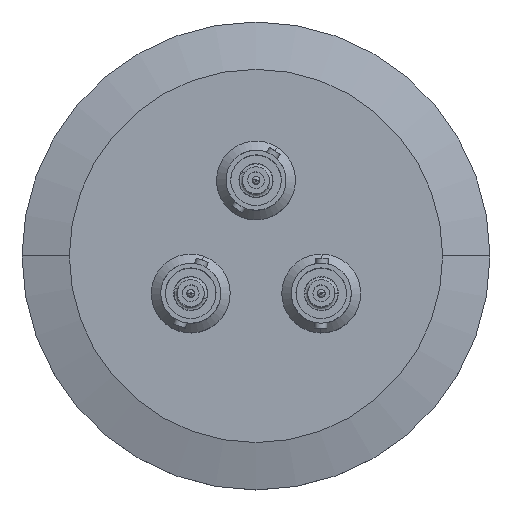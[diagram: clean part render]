
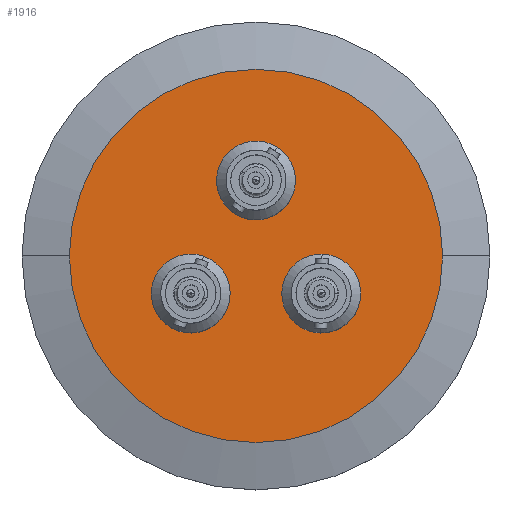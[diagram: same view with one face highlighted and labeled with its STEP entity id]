
A CAD part, top view. The second image highlights one B-rep face of the part: STEP entity #1916.
In plain terms, the highlighted planar face has unit normal (0, 0, 1).
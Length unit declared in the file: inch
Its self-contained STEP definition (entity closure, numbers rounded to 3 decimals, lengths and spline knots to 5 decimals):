
#237 = EDGE_CURVE ( 'NONE', #8208, #8207, #3822, .T. ) ;
#395 = EDGE_CURVE ( 'NONE', #8228, #8231, #4750, .T. ) ;
#419 = EDGE_CURVE ( 'NONE', #8231, #8228, #4808, .T. ) ;
#420 = EDGE_CURVE ( 'NONE', #8081, #8082, #4809, .T. ) ;
#421 = EDGE_CURVE ( 'NONE', #8144, #8145, #4799, .T. ) ;
#422 = EDGE_CURVE ( 'NONE', #8207, #8208, #4810, .T. ) ;
#527 = EDGE_CURVE ( 'NONE', #8082, #8081, #3901, .T. ) ;
#669 = EDGE_CURVE ( 'NONE', #8145, #8144, #4074, .T. ) ;
#987 = AXIS2_PLACEMENT_3D ( 'NONE', #1697, #1698, #1699 ) ;
#1080 = AXIS2_PLACEMENT_3D ( 'NONE', #5253, #5254, #5255 ) ;
#1362 = AXIS2_PLACEMENT_3D ( 'NONE', #8359, #8358, #8357 ) ;
#1468 = AXIS2_PLACEMENT_3D ( 'NONE', #7632, #7631, #7630 ) ;
#1484 = AXIS2_PLACEMENT_3D ( 'NONE', #3386, #3387, #3388 ) ;
#1485 = AXIS2_PLACEMENT_3D ( 'NONE', #3389, #3390, #3391 ) ;
#1486 = AXIS2_PLACEMENT_3D ( 'NONE', #3392, #3393, #3394 ) ;
#1487 = AXIS2_PLACEMENT_3D ( 'NONE', #3397, #3398, #3399 ) ;
#1697 = CARTESIAN_POINT ( 'NONE',  ( 0.41136, -0.2375, 0.1 ) ) ;
#1698 = DIRECTION ( 'NONE',  ( 0., 0., -1. ) ) ;
#1699 = DIRECTION ( 'NONE',  ( -1., 0., 0. ) ) ;
#1916 = ADVANCED_FACE ( 'NONE', ( #4383, #4391, #4387, #4390 ), #3134, .F. ) ;
#3129 = DIRECTION ( 'NONE',  ( 0., 0., -1. ) ) ;
#3133 = CARTESIAN_POINT ( 'NONE',  ( 0., 0., 0.1 ) ) ;
#3134 = PLANE ( 'NONE',  #5042 ) ;
#3135 = DIRECTION ( 'NONE',  ( -1., 0., 0. ) ) ;
#3386 = CARTESIAN_POINT ( 'NONE',  ( 0., 0., 0.1 ) ) ;
#3387 = DIRECTION ( 'NONE',  ( 0., 0., -1. ) ) ;
#3388 = DIRECTION ( 'NONE',  ( -1., 0., 0. ) ) ;
#3389 = CARTESIAN_POINT ( 'NONE',  ( 0.41136, -0.2375, 0.1 ) ) ;
#3390 = DIRECTION ( 'NONE',  ( 0., 0., -1. ) ) ;
#3391 = DIRECTION ( 'NONE',  ( -1., 0., 0. ) ) ;
#3392 = CARTESIAN_POINT ( 'NONE',  ( 0., 0.475, 0.1 ) ) ;
#3393 = DIRECTION ( 'NONE',  ( 0., 0., -1. ) ) ;
#3394 = DIRECTION ( 'NONE',  ( -1., 0., 0. ) ) ;
#3397 = CARTESIAN_POINT ( 'NONE',  ( -0.41136, -0.2375, 0.1 ) ) ;
#3398 = DIRECTION ( 'NONE',  ( 0., 0., -1. ) ) ;
#3399 = DIRECTION ( 'NONE',  ( -1., 0., 0. ) ) ;
#3822 = CIRCLE ( 'NONE', #1362, 0.2485 ) ;
#3901 = CIRCLE ( 'NONE', #987, 0.2485 ) ;
#4074 = CIRCLE ( 'NONE', #1080, 0.2485 ) ;
#4383 = FACE_BOUND ( 'NONE', #7091, .T. ) ;
#4387 = FACE_BOUND ( 'NONE', #7055, .T. ) ;
#4390 = FACE_OUTER_BOUND ( 'NONE', #6868, .T. ) ;
#4391 = FACE_BOUND ( 'NONE', #7054, .T. ) ;
#4750 = CIRCLE ( 'NONE', #1468, 1.17644 ) ;
#4799 = CIRCLE ( 'NONE', #1486, 0.2485 ) ;
#4808 = CIRCLE ( 'NONE', #1484, 1.17644 ) ;
#4809 = CIRCLE ( 'NONE', #1485, 0.2485 ) ;
#4810 = CIRCLE ( 'NONE', #1487, 0.2485 ) ;
#5042 = AXIS2_PLACEMENT_3D ( 'NONE', #3133, #3129, #3135 ) ;
#5253 = CARTESIAN_POINT ( 'NONE',  ( 0., 0.475, 0.1 ) ) ;
#5254 = DIRECTION ( 'NONE',  ( 0., 0., -1. ) ) ;
#5255 = DIRECTION ( 'NONE',  ( -1., 0., 0. ) ) ;
#6559 = CARTESIAN_POINT ( 'NONE',  ( 0.40651, -0.48595, 0.1 ) ) ;
#6560 = CARTESIAN_POINT ( 'NONE',  ( 0.41621, 0.01095, 0.1 ) ) ;
#6622 = CARTESIAN_POINT ( 'NONE',  ( -0.13452, 0.26606, 0.1 ) ) ;
#6623 = CARTESIAN_POINT ( 'NONE',  ( 0.13452, 0.68394, 0.1 ) ) ;
#6685 = CARTESIAN_POINT ( 'NONE',  ( -0.49337, -0.47208, 0.1 ) ) ;
#6686 = CARTESIAN_POINT ( 'NONE',  ( -0.32935, -0.00292, 0.1 ) ) ;
#6706 = CARTESIAN_POINT ( 'NONE',  ( -1.17644, 0., 0.1 ) ) ;
#6709 = CARTESIAN_POINT ( 'NONE',  ( 1.17644, 0., 0.1 ) ) ;
#6868 = EDGE_LOOP ( 'NONE', ( #7762, #7761 ) ) ;
#7054 = EDGE_LOOP ( 'NONE', ( #7766, #7765 ) ) ;
#7055 = EDGE_LOOP ( 'NONE', ( #7764, #7763 ) ) ;
#7091 = EDGE_LOOP ( 'NONE', ( #7768, #7767 ) ) ;
#7630 = DIRECTION ( 'NONE',  ( -1., 0., 0. ) ) ;
#7631 = DIRECTION ( 'NONE',  ( 0., 0., -1. ) ) ;
#7632 = CARTESIAN_POINT ( 'NONE',  ( 0., 0., 0.1 ) ) ;
#7761 = ORIENTED_EDGE ( 'NONE', *, *, #419, .F. ) ;
#7762 = ORIENTED_EDGE ( 'NONE', *, *, #395, .F. ) ;
#7763 = ORIENTED_EDGE ( 'NONE', *, *, #422, .T. ) ;
#7764 = ORIENTED_EDGE ( 'NONE', *, *, #237, .T. ) ;
#7765 = ORIENTED_EDGE ( 'NONE', *, *, #421, .T. ) ;
#7766 = ORIENTED_EDGE ( 'NONE', *, *, #669, .T. ) ;
#7767 = ORIENTED_EDGE ( 'NONE', *, *, #420, .T. ) ;
#7768 = ORIENTED_EDGE ( 'NONE', *, *, #527, .T. ) ;
#8081 = VERTEX_POINT ( 'NONE', #6559 ) ;
#8082 = VERTEX_POINT ( 'NONE', #6560 ) ;
#8144 = VERTEX_POINT ( 'NONE', #6622 ) ;
#8145 = VERTEX_POINT ( 'NONE', #6623 ) ;
#8207 = VERTEX_POINT ( 'NONE', #6685 ) ;
#8208 = VERTEX_POINT ( 'NONE', #6686 ) ;
#8228 = VERTEX_POINT ( 'NONE', #6706 ) ;
#8231 = VERTEX_POINT ( 'NONE', #6709 ) ;
#8357 = DIRECTION ( 'NONE',  ( -1., 0., 0. ) ) ;
#8358 = DIRECTION ( 'NONE',  ( 0., 0., -1. ) ) ;
#8359 = CARTESIAN_POINT ( 'NONE',  ( -0.41136, -0.2375, 0.1 ) ) ;
